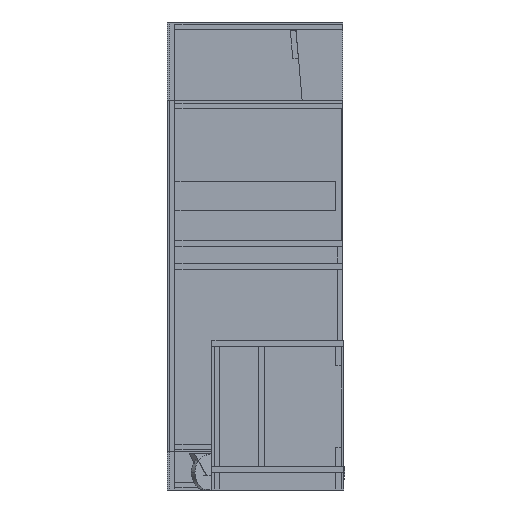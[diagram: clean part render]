
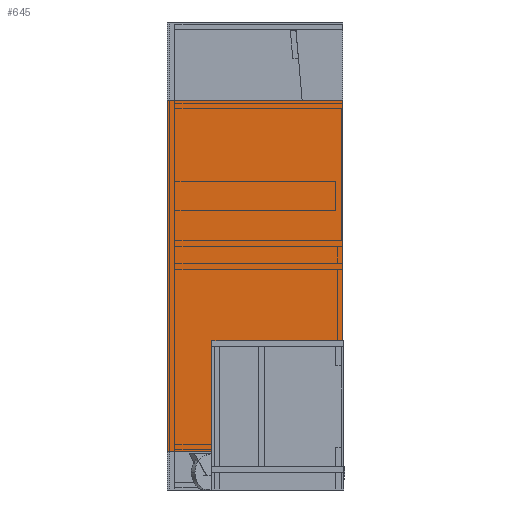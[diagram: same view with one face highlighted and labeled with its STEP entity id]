
A CAD part, left-side view. The second image highlights one B-rep face of the part: STEP entity #645.
In plain terms, the highlighted planar face has unit normal (-1, 0, 0).
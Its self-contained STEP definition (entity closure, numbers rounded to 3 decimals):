
#645=ADVANCED_FACE('',(#1141),#6737,.T.);
#1141=FACE_OUTER_BOUND('',#1637,.T.);
#1637=EDGE_LOOP('',(#3114,#3115,#3116,#3117));
#3114=ORIENTED_EDGE('',*,*,#4456,.T.);
#3115=ORIENTED_EDGE('',*,*,#4449,.T.);
#3116=ORIENTED_EDGE('',*,*,#4457,.F.);
#3117=ORIENTED_EDGE('',*,*,#4454,.F.);
#4449=EDGE_CURVE('',#6198,#6201,#5445,.T.);
#4454=EDGE_CURVE('',#6204,#6205,#5450,.T.);
#4456=EDGE_CURVE('',#6204,#6198,#5452,.T.);
#4457=EDGE_CURVE('',#6205,#6201,#5453,.T.);
#5445=B_SPLINE_CURVE_WITH_KNOTS('',1,(#9962,#9963),.UNSPECIFIED.,.F.,.F.,
(2,2),(0.,600.),.UNSPECIFIED.);
#5450=B_SPLINE_CURVE_WITH_KNOTS('',1,(#9972,#9973),.UNSPECIFIED.,.F.,.F.,
(2,2),(0.,600.),.UNSPECIFIED.);
#5452=B_SPLINE_CURVE_WITH_KNOTS('',1,(#9976,#9977),.UNSPECIFIED.,.F.,.F.,
(2,2),(3000.,4200.),.UNSPECIFIED.);
#5453=B_SPLINE_CURVE_WITH_KNOTS('',1,(#9978,#9979),.UNSPECIFIED.,.F.,.F.,
(2,2),(3000.,4200.),.UNSPECIFIED.);
#6198=VERTEX_POINT('',#9948);
#6201=VERTEX_POINT('',#9951);
#6204=VERTEX_POINT('',#9954);
#6205=VERTEX_POINT('',#9955);
#6737=PLANE('',#7215);
#7215=AXIS2_PLACEMENT_3D('',#9945,#7676,$);
#7676=DIRECTION('',(-1.,0.,0.));
#9945=CARTESIAN_POINT('',(522.794,603.531,1330.));
#9948=CARTESIAN_POINT('',(522.794,603.531,130.));
#9951=CARTESIAN_POINT('',(522.794,3.531,130.));
#9954=CARTESIAN_POINT('',(522.794,603.531,1330.));
#9955=CARTESIAN_POINT('',(522.794,3.531,1330.));
#9962=CARTESIAN_POINT('',(522.794,603.531,130.));
#9963=CARTESIAN_POINT('',(522.794,3.531,130.));
#9972=CARTESIAN_POINT('',(522.794,603.531,1330.));
#9973=CARTESIAN_POINT('',(522.794,3.531,1330.));
#9976=CARTESIAN_POINT('',(522.794,603.531,1330.));
#9977=CARTESIAN_POINT('',(522.794,603.531,130.));
#9978=CARTESIAN_POINT('',(522.794,3.531,1330.));
#9979=CARTESIAN_POINT('',(522.794,3.531,130.));
